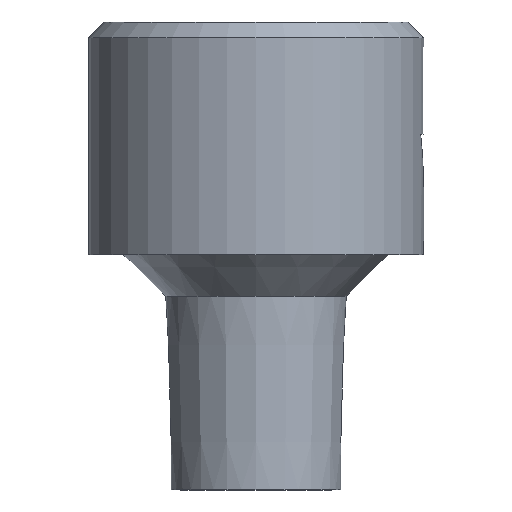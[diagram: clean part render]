
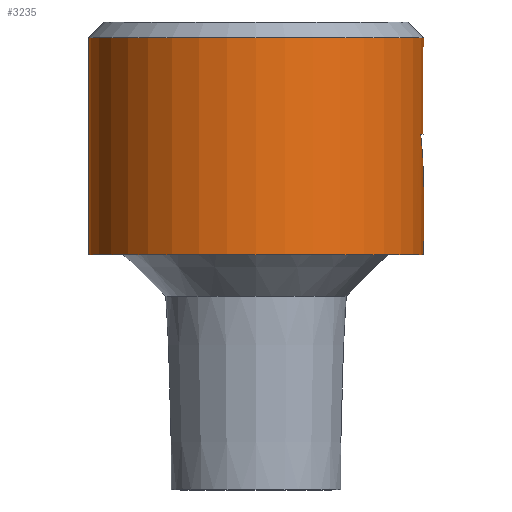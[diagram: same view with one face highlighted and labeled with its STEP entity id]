
A CAD part, left-side view. The second image highlights one B-rep face of the part: STEP entity #3235.
In plain terms, the highlighted cylindrical face has radius 21.6 mm (diameter 43.2 mm), a full revolution.
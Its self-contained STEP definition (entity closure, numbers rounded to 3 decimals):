
#55=ELLIPSE('',#3527,43.2,21.6);
#56=ELLIPSE('',#3529,43.2,21.6);
#102=FACE_BOUND('',#621,.T.);
#319=CIRCLE('',#3522,21.6);
#320=CIRCLE('',#3523,21.6);
#321=CIRCLE('',#3525,21.6);
#322=CIRCLE('',#3526,21.6);
#323=CIRCLE('',#3528,21.6);
#435=FACE_OUTER_BOUND('',#620,.T.);
#620=EDGE_LOOP('',(#2676,#2677,#2678,#2679,#2680,#2681));
#621=EDGE_LOOP('',(#2682,#2683,#2684));
#981=LINE('',#8513,#1164);
#1164=VECTOR('',#4026,21.6);
#1501=VERTEX_POINT('',#8506);
#1502=VERTEX_POINT('',#8508);
#1503=VERTEX_POINT('',#8512);
#1504=VERTEX_POINT('',#8514);
#1505=VERTEX_POINT('',#8517);
#1506=VERTEX_POINT('',#8518);
#1507=VERTEX_POINT('',#8520);
#1927=EDGE_CURVE('',#1501,#1502,#319,.T.);
#1928=EDGE_CURVE('',#1502,#1501,#320,.T.);
#1929=EDGE_CURVE('',#1502,#1503,#981,.T.);
#1930=EDGE_CURVE('',#1503,#1504,#321,.T.);
#1931=EDGE_CURVE('',#1504,#1503,#322,.T.);
#1932=EDGE_CURVE('',#1505,#1506,#55,.T.);
#1933=EDGE_CURVE('',#1506,#1507,#323,.T.);
#1934=EDGE_CURVE('',#1507,#1505,#56,.T.);
#2676=ORIENTED_EDGE('',*,*,#1927,.F.);
#2677=ORIENTED_EDGE('',*,*,#1928,.F.);
#2678=ORIENTED_EDGE('',*,*,#1929,.T.);
#2679=ORIENTED_EDGE('',*,*,#1930,.T.);
#2680=ORIENTED_EDGE('',*,*,#1931,.T.);
#2681=ORIENTED_EDGE('',*,*,#1929,.F.);
#2682=ORIENTED_EDGE('',*,*,#1932,.T.);
#2683=ORIENTED_EDGE('',*,*,#1933,.T.);
#2684=ORIENTED_EDGE('',*,*,#1934,.T.);
#3123=CYLINDRICAL_SURFACE('',#3524,21.6);
#3235=ADVANCED_FACE('',(#435,#102),#3123,.T.);
#3522=AXIS2_PLACEMENT_3D('',#8509,#4020,#4021);
#3523=AXIS2_PLACEMENT_3D('',#8510,#4022,#4023);
#3524=AXIS2_PLACEMENT_3D('',#8511,#4024,#4025);
#3525=AXIS2_PLACEMENT_3D('',#8515,#4027,#4028);
#3526=AXIS2_PLACEMENT_3D('',#8516,#4029,#4030);
#3527=AXIS2_PLACEMENT_3D('',#8519,#4031,#4032);
#3528=AXIS2_PLACEMENT_3D('',#8521,#4033,#4034);
#3529=AXIS2_PLACEMENT_3D('',#8522,#4035,#4036);
#4020=DIRECTION('center_axis',(0.,0.,1.));
#4021=DIRECTION('ref_axis',(-1.,0.,0.));
#4022=DIRECTION('center_axis',(0.,0.,1.));
#4023=DIRECTION('ref_axis',(-1.,0.,0.));
#4024=DIRECTION('center_axis',(0.,0.,1.));
#4025=DIRECTION('ref_axis',(1.,0.,0.));
#4026=DIRECTION('',(0.,0.,-1.));
#4027=DIRECTION('center_axis',(0.,0.,1.));
#4028=DIRECTION('ref_axis',(1.,0.,0.));
#4029=DIRECTION('center_axis',(0.,0.,1.));
#4030=DIRECTION('ref_axis',(1.,0.,0.));
#4031=DIRECTION('center_axis',(-0.866,0.,-0.5));
#4032=DIRECTION('ref_axis',(0.5,0.,-0.866));
#4033=DIRECTION('center_axis',(0.,0.,1.));
#4034=DIRECTION('ref_axis',(1.,0.,0.));
#4035=DIRECTION('center_axis',(0.866,0.,-0.5));
#4036=DIRECTION('ref_axis',(0.5,0.,0.866));
#8506=CARTESIAN_POINT('',(21.6,0.,58.339));
#8508=CARTESIAN_POINT('',(-21.6,0.,58.339));
#8509=CARTESIAN_POINT('Origin',(0.,0.,58.339));
#8510=CARTESIAN_POINT('Origin',(0.,0.,58.339));
#8511=CARTESIAN_POINT('Origin',(0.,0.,45.339));
#8512=CARTESIAN_POINT('',(-21.6,0.,30.339));
#8513=CARTESIAN_POINT('',(-21.6,0.,45.339));
#8514=CARTESIAN_POINT('',(21.6,0.,30.339));
#8515=CARTESIAN_POINT('Origin',(0.,0.,30.339));
#8516=CARTESIAN_POINT('Origin',(0.,0.,30.339));
#8517=CARTESIAN_POINT('',(0.,-21.6,38.939));
#8518=CARTESIAN_POINT('',(-4.,-21.226,45.867));
#8519=CARTESIAN_POINT('Origin',(0.,0.,38.939));
#8520=CARTESIAN_POINT('',(4.,-21.226,45.867));
#8521=CARTESIAN_POINT('Origin',(0.,0.,45.867));
#8522=CARTESIAN_POINT('Origin',(0.,0.,38.939));
